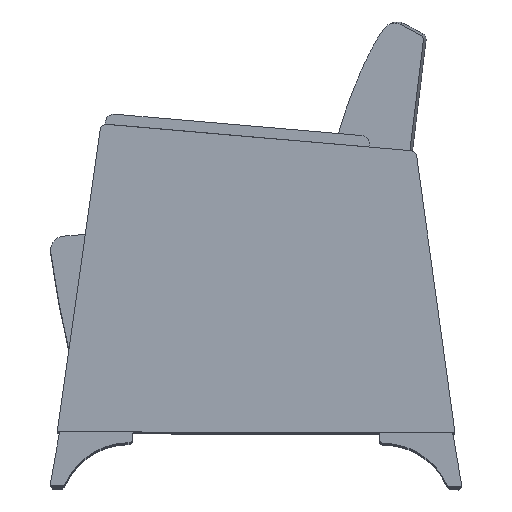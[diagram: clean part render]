
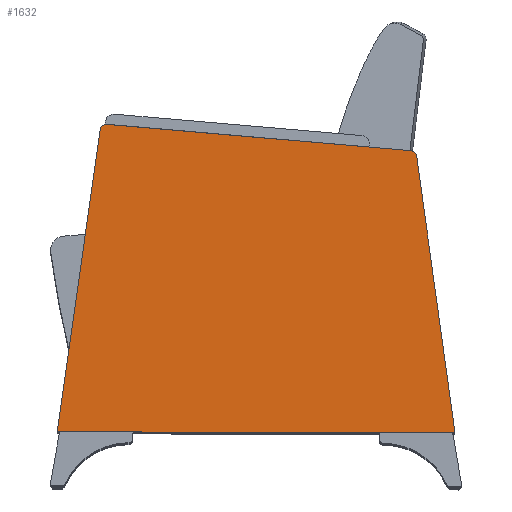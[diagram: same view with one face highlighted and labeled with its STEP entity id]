
A CAD part, top view. The second image highlights one B-rep face of the part: STEP entity #1632.
In plain terms, the highlighted planar face has unit normal (0, 0, 1).
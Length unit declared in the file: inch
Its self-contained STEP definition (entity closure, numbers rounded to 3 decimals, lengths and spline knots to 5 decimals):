
#297=PLANE('',#1802);
#329=FACE_OUTER_BOUND('',#440,.T.);
#440=EDGE_LOOP('',(#1174,#1175,#1176,#1177,#1178,#1179));
#578=LINE('',#2520,#640);
#581=LINE('',#2525,#643);
#582=LINE('',#2530,#644);
#583=LINE('',#2531,#645);
#640=VECTOR('',#2029,0.3937);
#643=VECTOR('',#2034,0.3937);
#644=VECTOR('',#2039,0.3937);
#645=VECTOR('',#2040,0.3937);
#696=CIRCLE('',#1796,0.5);
#699=CIRCLE('',#1803,0.5);
#781=VERTEX_POINT('',#2500);
#782=VERTEX_POINT('',#2501);
#789=VERTEX_POINT('',#2519);
#790=VERTEX_POINT('',#2523);
#791=VERTEX_POINT('',#2527);
#792=VERTEX_POINT('',#2529);
#931=EDGE_CURVE('',#781,#782,#696,.T.);
#940=EDGE_CURVE('',#782,#789,#578,.T.);
#943=EDGE_CURVE('',#781,#790,#581,.T.);
#944=EDGE_CURVE('',#791,#790,#699,.T.);
#945=EDGE_CURVE('',#792,#791,#582,.T.);
#946=EDGE_CURVE('',#789,#792,#583,.T.);
#1174=ORIENTED_EDGE('',*,*,#931,.F.);
#1175=ORIENTED_EDGE('',*,*,#943,.T.);
#1176=ORIENTED_EDGE('',*,*,#944,.F.);
#1177=ORIENTED_EDGE('',*,*,#945,.F.);
#1178=ORIENTED_EDGE('',*,*,#946,.F.);
#1179=ORIENTED_EDGE('',*,*,#940,.F.);
#1632=ADVANCED_FACE('',(#329),#297,.T.);
#1796=AXIS2_PLACEMENT_3D('',#2502,#2013,#2014);
#1802=AXIS2_PLACEMENT_3D('',#2526,#2035,#2036);
#1803=AXIS2_PLACEMENT_3D('',#2528,#2037,#2038);
#2013=DIRECTION('center_axis',(0.,0.,-1.));
#2014=DIRECTION('ref_axis',(0.687,0.726,0.));
#2029=DIRECTION('',(0.139,-0.99,0.));
#2034=DIRECTION('',(-0.996,0.084,0.));
#2035=DIRECTION('center_axis',(0.,0.,1.));
#2036=DIRECTION('ref_axis',(1.,0.,0.));
#2037=DIRECTION('center_axis',(0.,0.,-1.));
#2038=DIRECTION('ref_axis',(-0.656,0.755,0.));
#2039=DIRECTION('',(0.139,0.99,0.));
#2040=DIRECTION('',(-1.,0.,0.));
#2500=CARTESIAN_POINT('',(9.12104,20.07558,2.75));
#2501=CARTESIAN_POINT('',(9.57405,19.64695,2.75));
#2502=CARTESIAN_POINT('Origin',(9.07891,19.57736,2.75));
#2519=CARTESIAN_POINT('',(12.28079,0.38751,2.75));
#2520=CARTESIAN_POINT('',(9.25916,21.88751,2.75));
#2523=CARTESIAN_POINT('',(-12.15771,21.87479,2.75));
#2525=CARTESIAN_POINT('',(-6.44152,21.39147,2.75));
#2526=CARTESIAN_POINT('Origin',(-1.61059,10.43854,2.75));
#2527=CARTESIAN_POINT('',(-12.54082,21.45709,2.75));
#2528=CARTESIAN_POINT('Origin',(-12.04569,21.38751,2.75));
#2529=CARTESIAN_POINT('',(-15.50196,0.38751,2.75));
#2530=CARTESIAN_POINT('',(-15.50196,0.38751,2.75));
#2531=CARTESIAN_POINT('',(12.28079,0.38751,2.75));
